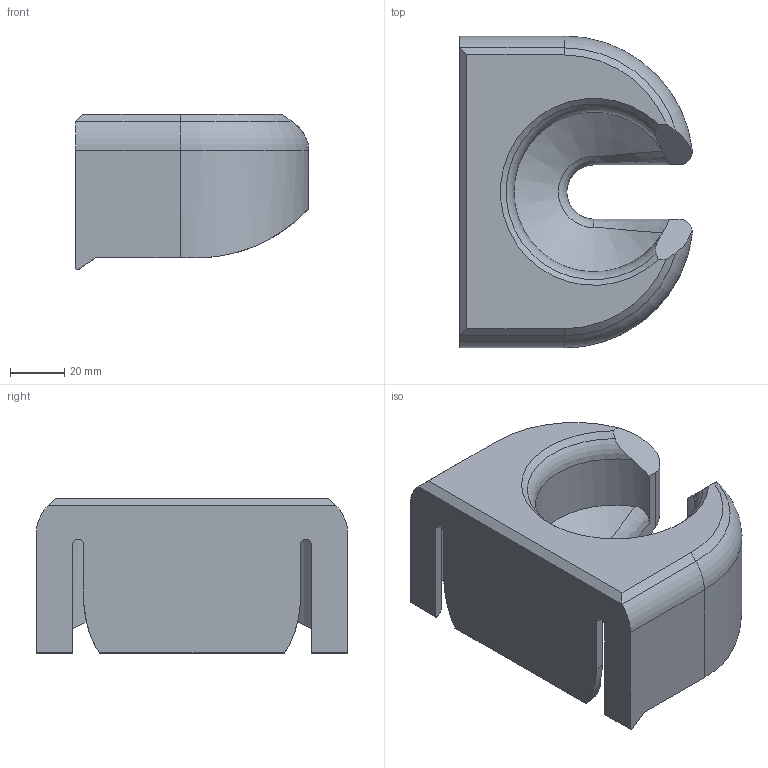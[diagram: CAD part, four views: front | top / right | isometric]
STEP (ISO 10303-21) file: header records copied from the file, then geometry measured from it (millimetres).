
FILE_DESCRIPTION(/* description */ (''),/* implementation_level */ '2;1');
FILE_NAME(/* name */ 'Hand-Blender-Wall-Holder.step',/* time_stamp */ '2021-11-03T23:27:40+01:00',/* author */ (''),/* organization */ (''),/* preprocessor_version */ 'ST-DEVELOPER v18.1',/* originating_system */ 'Autodesk Translation Framework v10.10.0.1391',/* authorisation */ '');
FILE_SCHEMA (('AUTOMOTIVE_DESIGN { 1 0 10303 214 3 1 1 }'));
Length unit declared in the file: millimetre
Products named in the file (1): BatidoraHolder
Bounding box: 85.76 x 115 x 57.21 mm (x, y, z)
Volume: 86452 mm3; surface area: 60111.4 mm2
Topology: 1 solids, 1 shells, 111 faces, 325 edges, 216 vertices
Faces by surface type: plane 56, cylinder 31, cone 10, torus 8, bspline 6
Entity records: 4375 total; most frequent: CARTESIAN_POINT 1502, ORIENTED_EDGE 650, DIRECTION 540, EDGE_CURVE 325, VERTEX_POINT 216, AXIS2_PLACEMENT_3D 187, LINE 166, VECTOR 166
